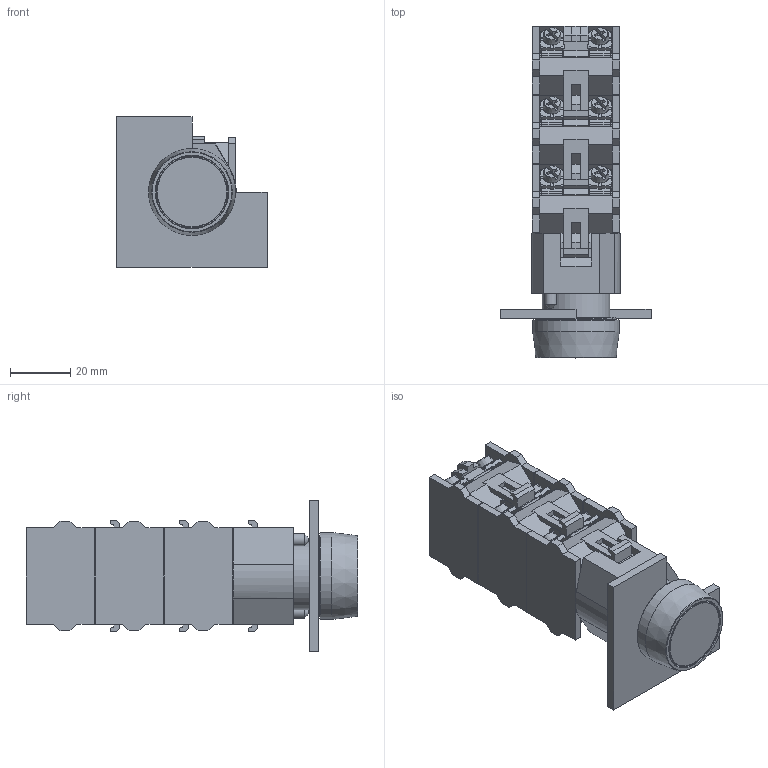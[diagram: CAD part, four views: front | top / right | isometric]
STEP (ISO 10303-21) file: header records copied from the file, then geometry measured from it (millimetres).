
FILE_DESCRIPTION( ( 'Unknown' ), '1' );
FILE_NAME( 'EAO_Pushbutton_19003018817.stp', 'Unknown', ( 'Unknown' ), ( 'Unknown' ), 'PSStep 15.0.49', 'Unknown', ' ' );
FILE_SCHEMA( ( 'AUTOMOTIVE_DESIGN { 1 0 10303 214 1 1 1 1 }' ) );
Length unit declared in the file: millimetre
Products named in the file (17): Schraube_M3.5_m._Scheibe_00315937; Zylschr._M3_5x6_00301839; Bride_8x8_Bossard_00301840; SchaltelementLL_00303126; Schaltgehäuse_00303127; Seitendeckel_00303128; Seitendeckel_00303128-oa0; Schaltelement_Schraubanschluss_00315935; Kontaktarm_Gew_M3.5_00315936; Assem1; Vorsatzhülse-neu_00303772; FrontDichtung-Einbau_00302936; Bajonettflansch_00302937; Schraube-ss_00302938; FrontringD29_00302939; Druckhaube_00303123; Lochplatte_D22.5_00320296
Assembly tree (25 placements, depth 4):
  Assem1
    Vorsatzhülse-neu_00303772
    FrontDichtung-Einbau_00302936
    Bajonettflansch_00302937
    Schraube-ss_00302938  x2
    FrontringD29_00302939
    Druckhaube_00303123
    Lochplatte_D22.5_00320296
    Schaltelement_Schraubanschluss_00315935  x3
      Kontaktarm_Gew_M3.5_00315936
      SchaltelementLL_00303126
        Schaltgehäuse_00303127
        Seitendeckel_00303128
        Seitendeckel_00303128-oa0
      Schraube_M3.5_m._Scheibe_00315937
        Zylschr._M3_5x6_00301839
        Bride_8x8_Bossard_00301840
Bounding box: 50 x 110.56 x 50 mm (x, y, z)
Volume: 76145.9 mm3; surface area: 50100.9 mm2
Topology: 53 solids, 53 shells, 1958 faces, 5365 edges, 3541 vertices
Faces by surface type: plane 1342, cylinder 415, cone 161, torus 40
Full cylindrical faces by diameter (mm): 2.85 x12, 3.05 x12, 3.15 x12, 3.5 x14, 4 x2, 5 x2, 5.2 x4, 17 x1, 19.6 x1, 20.3 x1, 20.4 x1, 21.529 x1, 22.18 x1, 22.4 x2, 22.8 x2, 23.5 x1, 24.05 x1, 25.8 x1, 26.28 x1, 26.9 x1, 27 x1, 27.5 x1, 29 x1
Entity records: 13723 total; most frequent: CARTESIAN_POINT 2120, DIRECTION 1881, ORIENTED_EDGE 1840, EDGE_CURVE 920, LINE 713, VECTOR 713, VERTEX_POINT 641, AXIS2_PLACEMENT_3D 584
